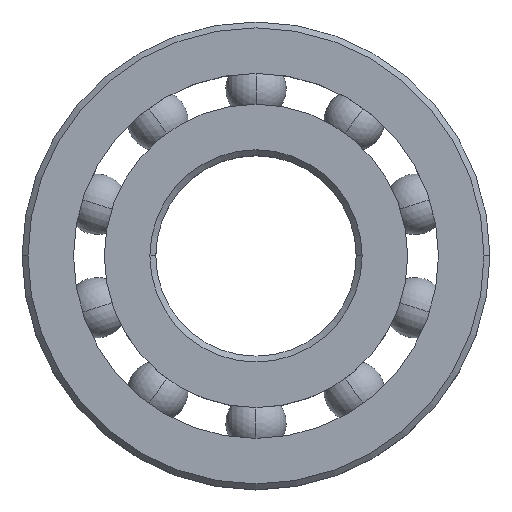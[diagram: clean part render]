
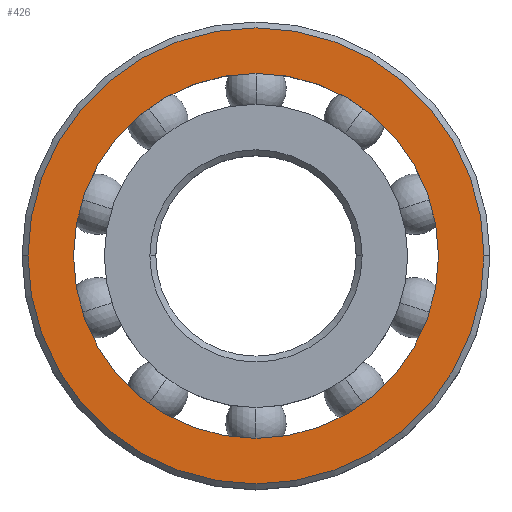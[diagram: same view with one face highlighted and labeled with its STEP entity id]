
A CAD part, top view. The second image highlights one B-rep face of the part: STEP entity #426.
In plain terms, the highlighted planar face has unit normal (0, 0, 1).
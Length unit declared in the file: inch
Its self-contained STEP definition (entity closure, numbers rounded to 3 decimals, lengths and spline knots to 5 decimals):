
#60 = DIRECTION ( 'NONE',  ( 1., 0., 0. ) ) ;
#69 = DIRECTION ( 'NONE',  ( 1., 0., 0. ) ) ;
#74 = EDGE_CURVE ( 'NONE', #393, #919, #1595, .T. ) ;
#120 = CARTESIAN_POINT ( 'NONE',  ( 0., 0., 0.10938 ) ) ;
#139 = AXIS2_PLACEMENT_3D ( 'NONE', #307, #1274, #69 ) ;
#147 = DIRECTION ( 'NONE',  ( 1., 0., 0. ) ) ;
#157 = CIRCLE ( 'NONE', #182, 0.42656 ) ;
#182 = AXIS2_PLACEMENT_3D ( 'NONE', #120, #1452, #378 ) ;
#270 = CARTESIAN_POINT ( 'NONE',  ( 0.42656, 0., 0.10938 ) ) ;
#307 = CARTESIAN_POINT ( 'NONE',  ( 0., 0., 0.10938 ) ) ;
#344 = EDGE_CURVE ( 'NONE', #837, #735, #1466, .T. ) ;
#378 = DIRECTION ( 'NONE',  ( 1., 0., 0. ) ) ;
#393 = VERTEX_POINT ( 'NONE', #270 ) ;
#426 = ADVANCED_FACE ( 'NONE', ( #1239, #846 ), #693, .F. ) ;
#524 = CIRCLE ( 'NONE', #139, 0.34135 ) ;
#627 = CARTESIAN_POINT ( 'NONE',  ( 0.34135, 0., 0.10938 ) ) ;
#685 = CARTESIAN_POINT ( 'NONE',  ( 0., 0., 0.10938 ) ) ;
#693 = PLANE ( 'NONE',  #835 ) ;
#735 = VERTEX_POINT ( 'NONE', #1066 ) ;
#772 = ORIENTED_EDGE ( 'NONE', *, *, #74, .T. ) ;
#815 = DIRECTION ( 'NONE',  ( 0., 0., 1. ) ) ;
#828 = DIRECTION ( 'NONE',  ( -1., 0., 0. ) ) ;
#835 = AXIS2_PLACEMENT_3D ( 'NONE', #1109, #1638, #828 ) ;
#837 = VERTEX_POINT ( 'NONE', #627 ) ;
#846 = FACE_OUTER_BOUND ( 'NONE', #1453, .T. ) ;
#880 = ORIENTED_EDGE ( 'NONE', *, *, #1683, .T. ) ;
#919 = VERTEX_POINT ( 'NONE', #1210 ) ;
#1021 = CARTESIAN_POINT ( 'NONE',  ( 0., 0., 0.10938 ) ) ;
#1066 = CARTESIAN_POINT ( 'NONE',  ( -0.34135, 0., 0.10938 ) ) ;
#1109 = CARTESIAN_POINT ( 'NONE',  ( 0., 0.42656, 0.10938 ) ) ;
#1210 = CARTESIAN_POINT ( 'NONE',  ( -0.42656, 0., 0.10938 ) ) ;
#1239 = FACE_BOUND ( 'NONE', #1475, .T. ) ;
#1274 = DIRECTION ( 'NONE',  ( 0., 0., 1. ) ) ;
#1291 = AXIS2_PLACEMENT_3D ( 'NONE', #685, #815, #147 ) ;
#1346 = ORIENTED_EDGE ( 'NONE', *, *, #344, .F. ) ;
#1374 = EDGE_CURVE ( 'NONE', #735, #837, #524, .T. ) ;
#1452 = DIRECTION ( 'NONE',  ( 0., 0., 1. ) ) ;
#1453 = EDGE_LOOP ( 'NONE', ( #880, #772 ) ) ;
#1466 = CIRCLE ( 'NONE', #1291, 0.34135 ) ;
#1475 = EDGE_LOOP ( 'NONE', ( #1346, #1701 ) ) ;
#1536 = DIRECTION ( 'NONE',  ( 0., 0., 1. ) ) ;
#1595 = CIRCLE ( 'NONE', #1672, 0.42656 ) ;
#1638 = DIRECTION ( 'NONE',  ( 0., 0., -1. ) ) ;
#1672 = AXIS2_PLACEMENT_3D ( 'NONE', #1021, #1536, #60 ) ;
#1683 = EDGE_CURVE ( 'NONE', #919, #393, #157, .T. ) ;
#1701 = ORIENTED_EDGE ( 'NONE', *, *, #1374, .F. ) ;
